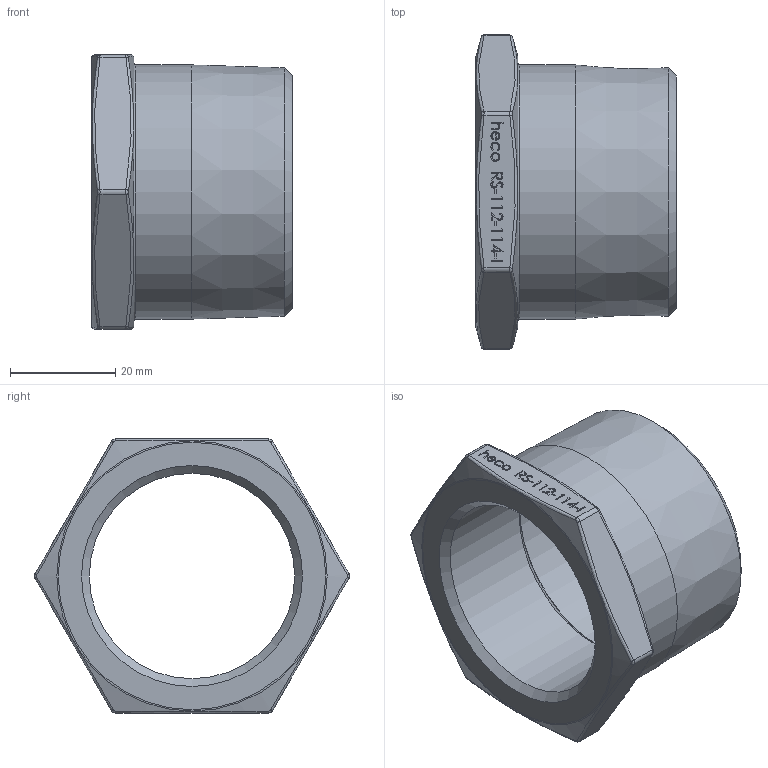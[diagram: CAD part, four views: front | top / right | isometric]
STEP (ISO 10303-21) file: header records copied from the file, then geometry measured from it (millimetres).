
FILE_DESCRIPTION (( 'STEP AP214' ), '1' );
FILE_NAME ('RS-112-114-I 2401.STEP', '2024-01-11T09:39:05', ( '' ), ( '' ), 'SwSTEP 2.0', 'SolidWorks 2019', '' );
FILE_SCHEMA (( 'AUTOMOTIVE_DESIGN' ));
Length unit declared in the file: millimetre
Products named in the file (1): RS-112-114-I 2401
Bounding box: 38 x 59.73 x 52 mm (x, y, z)
Volume: 23146.3 mm3; surface area: 12392.9 mm2
Topology: 1 solids, 1 shells, 219 faces, 558 edges, 362 vertices
Faces by surface type: plane 114, bspline 85, cylinder 9, cone 6, torus 5
Full cylindrical faces by diameter (mm): 38.952 x1, 42.31 x1, 48.203 x1
Entity records: 11905 total; most frequent: CARTESIAN_POINT 5459, ORIENTED_EDGE 1076, DIRECTION 678, EDGE_CURVE 538, VERTEX_POINT 356, VECTOR 328, LINE 328, EDGE_LOOP 256
